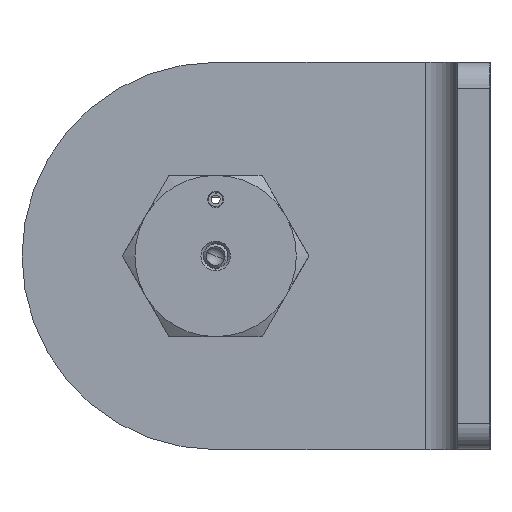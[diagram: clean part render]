
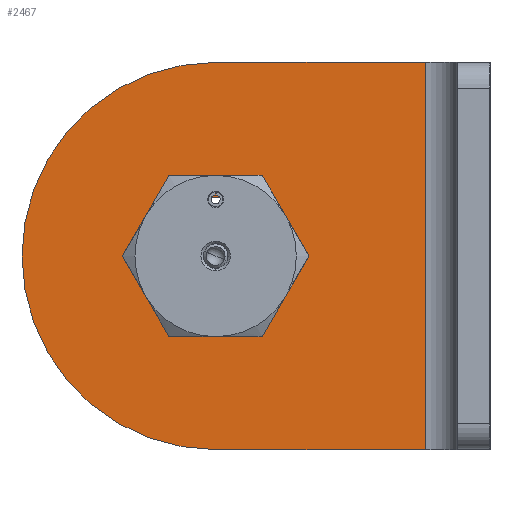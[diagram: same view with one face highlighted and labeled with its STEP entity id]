
A CAD part, left-side view. The second image highlights one B-rep face of the part: STEP entity #2467.
In plain terms, the highlighted planar face has unit normal (-1, 0, 0).
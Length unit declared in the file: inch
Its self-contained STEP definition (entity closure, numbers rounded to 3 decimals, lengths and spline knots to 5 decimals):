
#70 = ORIENTED_EDGE ( 'NONE', *, *, #8478, .F. ) ;
#92 = CARTESIAN_POINT ( 'NONE',  ( -7.819, 0., 0. ) ) ;
#209 = ORIENTED_EDGE ( 'NONE', *, *, #9443, .F. ) ;
#312 = LINE ( 'NONE', #9289, #372 ) ;
#372 = VECTOR ( 'NONE', #913, 39.37008 ) ;
#452 = DIRECTION ( 'NONE',  ( -1., 0., 0. ) ) ;
#548 = CARTESIAN_POINT ( 'NONE',  ( -7.819, -1.625, -1.5 ) ) ;
#619 = EDGE_CURVE ( 'NONE', #1007, #4079, #9086, .T. ) ;
#862 = CIRCLE ( 'NONE', #9030, 1.5 ) ;
#895 = CARTESIAN_POINT ( 'NONE',  ( -7.819, 0., -1.5 ) ) ;
#913 = DIRECTION ( 'NONE',  ( 0., 1., 0. ) ) ;
#922 = AXIS2_PLACEMENT_3D ( 'NONE', #5109, #452, #1253 ) ;
#955 = DIRECTION ( 'NONE',  ( -1., 0., 0. ) ) ;
#1007 = VERTEX_POINT ( 'NONE', #1269 ) ;
#1082 = VERTEX_POINT ( 'NONE', #5172 ) ;
#1253 = DIRECTION ( 'NONE',  ( 0., 0., 1. ) ) ;
#1269 = CARTESIAN_POINT ( 'NONE',  ( -7.819, 0., -0.45312 ) ) ;
#1418 = DIRECTION ( 'NONE',  ( -1., 0., 0. ) ) ;
#1596 = CIRCLE ( 'NONE', #2885, 0.45312 ) ;
#2255 = LINE ( 'NONE', #4447, #4849 ) ;
#2278 = CARTESIAN_POINT ( 'NONE',  ( -7.819, 0., 0. ) ) ;
#2467 = ADVANCED_FACE ( 'NONE', ( #2865, #3467 ), #8392, .T. ) ;
#2865 = FACE_BOUND ( 'NONE', #4574, .T. ) ;
#2885 = AXIS2_PLACEMENT_3D ( 'NONE', #2278, #3768, #9157 ) ;
#2917 = CARTESIAN_POINT ( 'NONE',  ( -7.819, -2.125, 1.5 ) ) ;
#2985 = VERTEX_POINT ( 'NONE', #548 ) ;
#3467 = FACE_OUTER_BOUND ( 'NONE', #8341, .T. ) ;
#3637 = CARTESIAN_POINT ( 'NONE',  ( -7.819, 1.5, 0. ) ) ;
#3665 = EDGE_CURVE ( 'NONE', #3914, #2985, #2255, .T. ) ;
#3768 = DIRECTION ( 'NONE',  ( -1., 0., 0. ) ) ;
#3818 = VERTEX_POINT ( 'NONE', #895 ) ;
#3859 = ORIENTED_EDGE ( 'NONE', *, *, #5373, .T. ) ;
#3891 = DIRECTION ( 'NONE',  ( 0., 0., 1. ) ) ;
#3914 = VERTEX_POINT ( 'NONE', #8060 ) ;
#4079 = VERTEX_POINT ( 'NONE', #4936 ) ;
#4447 = CARTESIAN_POINT ( 'NONE',  ( -7.819, -1.625, 1.5 ) ) ;
#4565 = ORIENTED_EDGE ( 'NONE', *, *, #7052, .T. ) ;
#4574 = EDGE_LOOP ( 'NONE', ( #70, #5855 ) ) ;
#4612 = VERTEX_POINT ( 'NONE', #3637 ) ;
#4641 = EDGE_CURVE ( 'NONE', #3914, #1082, #8223, .T. ) ;
#4648 = DIRECTION ( 'NONE',  ( -1., 0., 0. ) ) ;
#4849 = VECTOR ( 'NONE', #5939, 39.37008 ) ;
#4936 = CARTESIAN_POINT ( 'NONE',  ( -7.819, 0., 0.45312 ) ) ;
#5109 = CARTESIAN_POINT ( 'NONE',  ( -7.819, 0., 0. ) ) ;
#5142 = ORIENTED_EDGE ( 'NONE', *, *, #4641, .T. ) ;
#5172 = CARTESIAN_POINT ( 'NONE',  ( -7.819, 0., 1.5 ) ) ;
#5239 = ORIENTED_EDGE ( 'NONE', *, *, #3665, .F. ) ;
#5373 = EDGE_CURVE ( 'NONE', #1082, #4612, #862, .T. ) ;
#5422 = DIRECTION ( 'NONE',  ( 0., 0., 1. ) ) ;
#5855 = ORIENTED_EDGE ( 'NONE', *, *, #619, .F. ) ;
#5939 = DIRECTION ( 'NONE',  ( 0., 0., -1. ) ) ;
#6555 = DIRECTION ( 'NONE',  ( 0., 1., 0. ) ) ;
#6602 = CARTESIAN_POINT ( 'NONE',  ( -7.819, -2.125, 1.5 ) ) ;
#6714 = AXIS2_PLACEMENT_3D ( 'NONE', #2917, #1418, #5422 ) ;
#6997 = DIRECTION ( 'NONE',  ( 0., 0., 1. ) ) ;
#7052 = EDGE_CURVE ( 'NONE', #4612, #3818, #8630, .T. ) ;
#7582 = VECTOR ( 'NONE', #6555, 39.37008 ) ;
#8060 = CARTESIAN_POINT ( 'NONE',  ( -7.819, -1.625, 1.5 ) ) ;
#8223 = LINE ( 'NONE', #6602, #7582 ) ;
#8341 = EDGE_LOOP ( 'NONE', ( #3859, #4565, #209, #5239, #5142 ) ) ;
#8392 = PLANE ( 'NONE',  #6714 ) ;
#8476 = AXIS2_PLACEMENT_3D ( 'NONE', #92, #4648, #6997 ) ;
#8478 = EDGE_CURVE ( 'NONE', #4079, #1007, #1596, .T. ) ;
#8630 = CIRCLE ( 'NONE', #8476, 1.5 ) ;
#9030 = AXIS2_PLACEMENT_3D ( 'NONE', #9221, #955, #3891 ) ;
#9086 = CIRCLE ( 'NONE', #922, 0.45312 ) ;
#9157 = DIRECTION ( 'NONE',  ( 0., 0., 1. ) ) ;
#9221 = CARTESIAN_POINT ( 'NONE',  ( -7.819, 0., 0. ) ) ;
#9289 = CARTESIAN_POINT ( 'NONE',  ( -7.819, -2.125, -1.5 ) ) ;
#9443 = EDGE_CURVE ( 'NONE', #2985, #3818, #312, .T. ) ;
